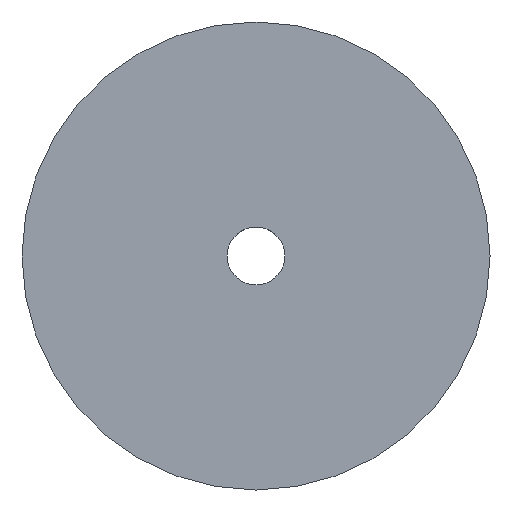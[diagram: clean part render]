
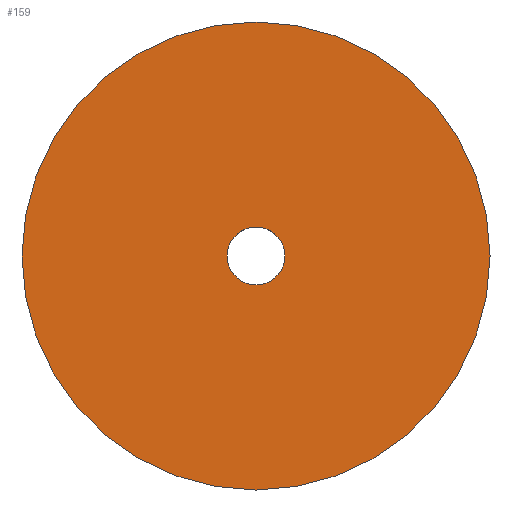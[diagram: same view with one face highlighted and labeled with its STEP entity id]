
A CAD part, front view. The second image highlights one B-rep face of the part: STEP entity #159.
In plain terms, the highlighted planar face has unit normal (0, -1, 0).
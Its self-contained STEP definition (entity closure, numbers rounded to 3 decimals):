
#19=FACE_BOUND('',#57,.T.);
#22=PLANE('',#193);
#28=CIRCLE('',#182,17.);
#32=CIRCLE('',#189,2.1);
#43=FACE_OUTER_BOUND('',#56,.T.);
#56=EDGE_LOOP('',(#144));
#57=EDGE_LOOP('',(#145));
#80=VERTEX_POINT('',#331);
#84=VERTEX_POINT('',#344);
#97=EDGE_CURVE('',#80,#80,#28,.T.);
#103=EDGE_CURVE('',#84,#84,#32,.T.);
#144=ORIENTED_EDGE('',*,*,#97,.F.);
#145=ORIENTED_EDGE('',*,*,#103,.F.);
#159=ADVANCED_FACE('',(#43,#19),#22,.F.);
#182=AXIS2_PLACEMENT_3D('',#333,#214,#215);
#189=AXIS2_PLACEMENT_3D('',#346,#230,#231);
#193=AXIS2_PLACEMENT_3D('',#352,#239,#240);
#214=DIRECTION('center_axis',(0.,1.,0.));
#215=DIRECTION('ref_axis',(1.,0.,0.));
#230=DIRECTION('center_axis',(0.,-1.,0.));
#231=DIRECTION('ref_axis',(1.,0.,0.));
#239=DIRECTION('center_axis',(0.,1.,0.));
#240=DIRECTION('ref_axis',(1.,0.,0.));
#331=CARTESIAN_POINT('',(-17.,0.,0.));
#333=CARTESIAN_POINT('Origin',(0.,0.,0.));
#344=CARTESIAN_POINT('',(-2.1,0.,0.));
#346=CARTESIAN_POINT('Origin',(0.,0.,0.));
#352=CARTESIAN_POINT('Origin',(0.,0.,0.));
